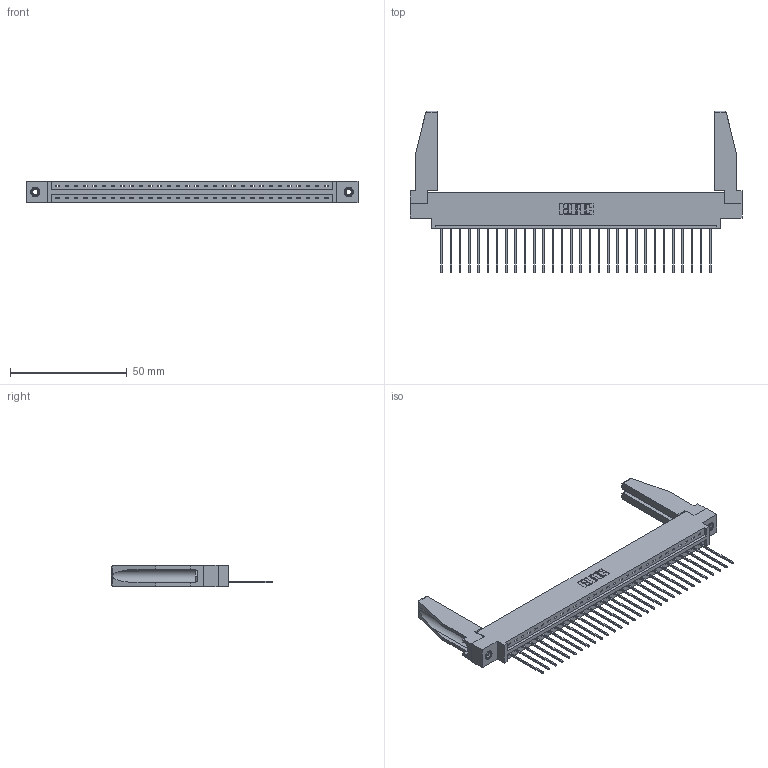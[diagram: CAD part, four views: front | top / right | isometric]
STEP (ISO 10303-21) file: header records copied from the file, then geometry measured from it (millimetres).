
FILE_DESCRIPTION (( 'STEP AP203' ), '1' );
FILE_NAME ('337-030-541-678.STEP', '2019-10-01T00:05:29', ( '' ), ( '' ), 'SwSTEP 2.0', 'SolidWorks 2016', '' );
FILE_SCHEMA (( 'CONFIG_CONTROL_DESIGN' ));
Length unit declared in the file: inch
Products named in the file (5): 337-030-541-678; 307-220-078; 345-292-001_345-293-141; 337 Part_0.170 Offset - 0.156 Dia-TI; 345-250-001_345-250-001-102
Assembly tree (35 placements, depth 2):
  337-030-541-678
    337 Part_0.170 Offset - 0.156 Dia-TI
    345-292-001_345-293-141  x30
    345-250-001_345-250-001-102  x2
    307-220-078  x2
Bounding box: 141.88 x 69.09 x 9.4 mm (x, y, z)
Volume: 18571.2 mm3; surface area: 19539.7 mm2
Topology: 35 solids, 35 shells, 2108 faces, 6293 edges, 4146 vertices
Faces by surface type: plane 1538, cylinder 554, cone 12, torus 4
Entity records: 26442 total; most frequent: CARTESIAN_POINT 4598, ORIENTED_EDGE 4520, DIRECTION 3904, EDGE_CURVE 2260, LINE 2094, VECTOR 2094, VERTEX_POINT 1500, AXIS2_PLACEMENT_3D 905
